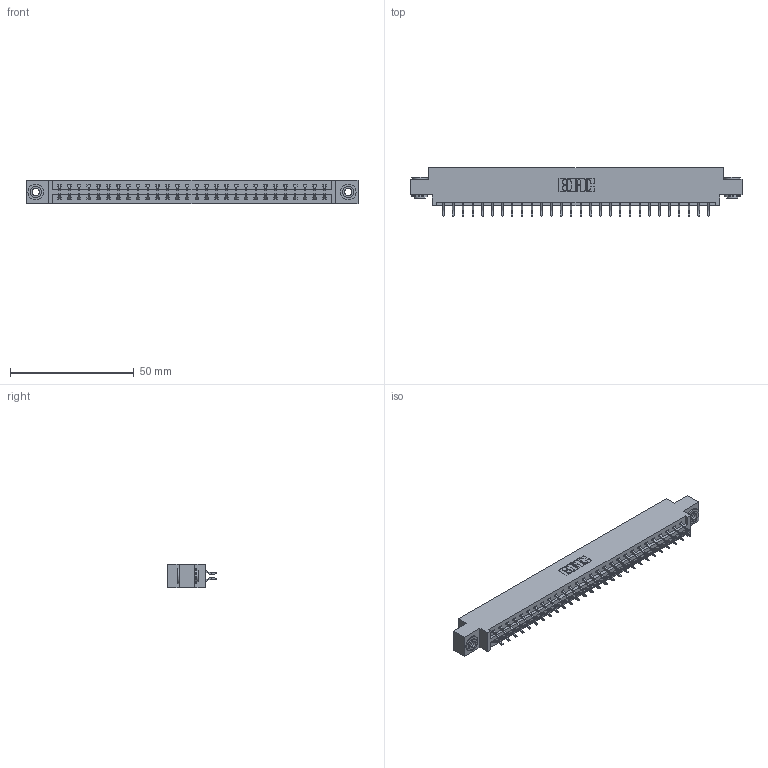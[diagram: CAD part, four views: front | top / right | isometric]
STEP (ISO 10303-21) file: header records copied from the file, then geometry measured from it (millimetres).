
FILE_DESCRIPTION (( 'STEP AP203' ), '1' );
FILE_NAME ('337-056-556-803.STEP', '2019-10-11T20:05:54', ( '' ), ( '' ), 'SwSTEP 2.0', 'SolidWorks 2016', '' );
FILE_SCHEMA (( 'CONFIG_CONTROL_DESIGN' ));
Length unit declared in the file: inch
Products named in the file (4): 345-250-002_345-250-002-102; 337 Part_0.170 Offset - 0.156 Dia-TH; 337-056-556-803; 345-292-001_556 Tail
Assembly tree (59 placements, depth 2):
  337-056-556-803
    337 Part_0.170 Offset - 0.156 Dia-TH
    345-292-001_556 Tail  x56
    345-250-002_345-250-002-102  x2
Bounding box: 133.96 x 19.57 x 9.4 mm (x, y, z)
Volume: 13831 mm3; surface area: 15773.2 mm2
Topology: 59 solids, 59 shells, 3516 faces, 10423 edges, 6870 vertices
Faces by surface type: plane 2436, cylinder 1072, cone 8
Entity records: 24522 total; most frequent: CARTESIAN_POINT 4133, ORIENTED_EDGE 4050, DIRECTION 3563, EDGE_CURVE 2025, VECTOR 1865, LINE 1865, VERTEX_POINT 1346, AXIS2_PLACEMENT_3D 849
